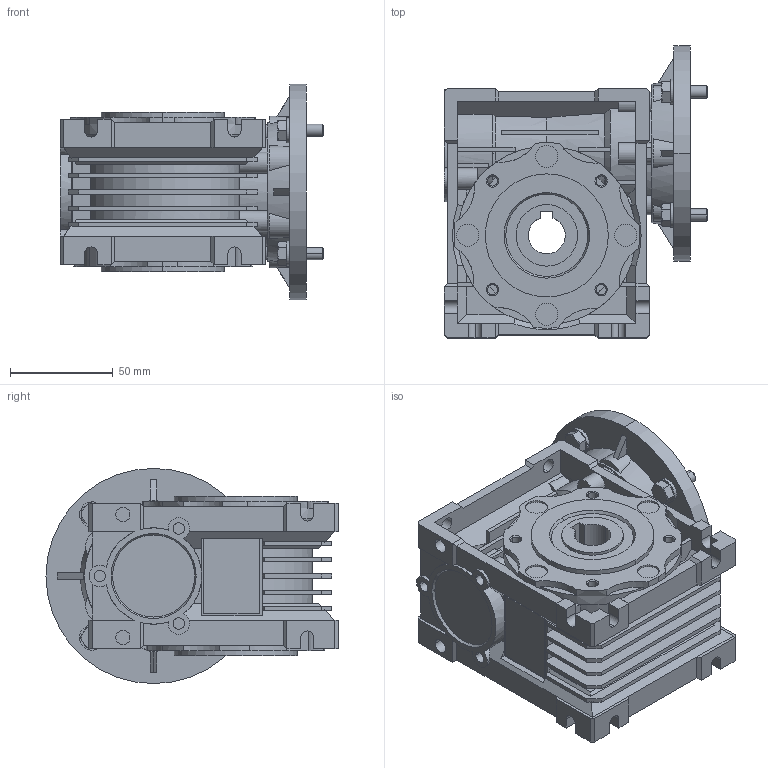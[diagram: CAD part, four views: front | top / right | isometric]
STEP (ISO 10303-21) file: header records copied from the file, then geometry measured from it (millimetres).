
FILE_DESCRIPTION (( 'STEP AP203' ), '1' );
FILE_NAME ('WGA-40M-010-71B14.step', '2025-02-20T17:17:21', ( '' ), ( '' ), 'SwSTEP 2.0', 'SolidWorks 2024', '' );
FILE_SCHEMA (( 'CONFIG_CONTROL_DESIGN' ));
Length unit declared in the file: millimetre
Products named in the file (1): WGA-40M-010-71B14
Bounding box: 128.5 x 142.5 x 105 mm (x, y, z)
Volume: 688963.7 mm3; surface area: 170587.6 mm2
Topology: 14 solids, 14 shells, 956 faces, 2564 edges, 1649 vertices
Faces by surface type: plane 550, cylinder 281, cone 117, torus 8
Entity records: 30582 total; most frequent: CARTESIAN_POINT 6405, ORIENTED_EDGE 5108, DIRECTION 5045, EDGE_CURVE 2554, AXIS2_PLACEMENT_3D 1812, VERTEX_POINT 1649, VECTOR 1421, LINE 1421
